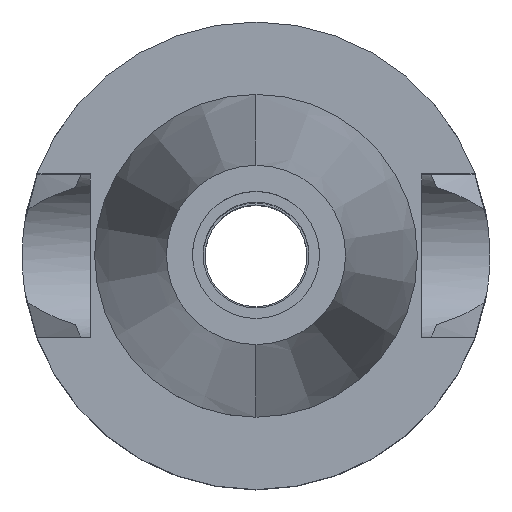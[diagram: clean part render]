
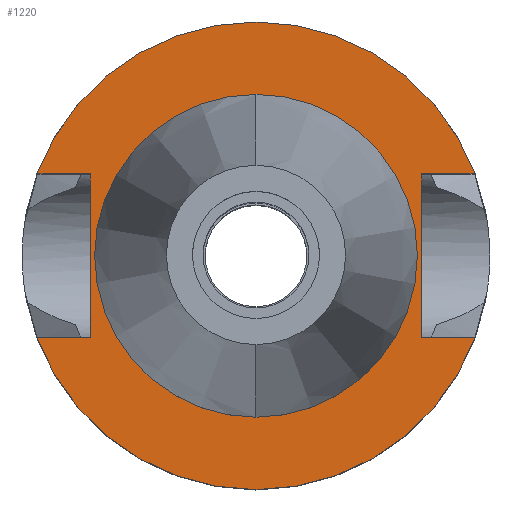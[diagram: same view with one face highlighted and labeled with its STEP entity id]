
A CAD part, top view. The second image highlights one B-rep face of the part: STEP entity #1220.
In plain terms, the highlighted planar face has unit normal (0, 0, 1).
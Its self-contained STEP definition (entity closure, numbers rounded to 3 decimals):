
#94=DIRECTION('',(0.,1.,0.));
#95=VECTOR('',#94,16.1);
#96=CARTESIAN_POINT('',(-16.3,-8.05,-1.));
#97=LINE('',#96,#95);
#101=DIRECTION('',(-1.,0.,0.));
#102=VECTOR('',#101,5.245);
#103=CARTESIAN_POINT('',(-16.3,8.05,-1.));
#104=LINE('',#103,#102);
#108=CARTESIAN_POINT('',(0.,0.,-1.));
#109=DIRECTION('',(0.,0.,-1.));
#110=DIRECTION('',(-0.937,0.35,0.));
#111=AXIS2_PLACEMENT_3D('',#108,#109,#110);
#116=CARTESIAN_POINT('',(0.,0.,-1.));
#117=DIRECTION('',(0.,0.,-1.));
#118=DIRECTION('',(0.,1.,0.));
#119=AXIS2_PLACEMENT_3D('',#116,#117,#118);
#124=DIRECTION('',(0.,-1.,0.));
#125=VECTOR('',#124,16.1);
#126=CARTESIAN_POINT('',(16.3,8.05,-1.));
#127=LINE('',#126,#125);
#131=DIRECTION('',(1.,0.,0.));
#132=VECTOR('',#131,5.245);
#133=CARTESIAN_POINT('',(16.3,-8.05,-1.));
#134=LINE('',#133,#132);
#138=CARTESIAN_POINT('',(0.,0.,-1.));
#139=DIRECTION('',(0.,0.,-1.));
#140=DIRECTION('',(0.937,-0.35,0.));
#141=AXIS2_PLACEMENT_3D('',#138,#139,#140);
#146=CARTESIAN_POINT('',(0.,0.,-1.));
#147=DIRECTION('',(0.,0.,-1.));
#148=DIRECTION('',(0.,-1.,0.));
#149=AXIS2_PLACEMENT_3D('',#146,#147,#148);
#154=CARTESIAN_POINT('',(0.,0.,-1.));
#155=DIRECTION('',(0.,0.,1.));
#156=DIRECTION('',(0.,-1.,0.));
#157=AXIS2_PLACEMENT_3D('',#154,#155,#156);
#162=CARTESIAN_POINT('',(0.,0.,-1.));
#163=DIRECTION('',(0.,0.,1.));
#164=DIRECTION('',(0.,1.,0.));
#165=AXIS2_PLACEMENT_3D('',#162,#163,#164);
#210=DIRECTION('',(-1.,0.,0.));
#211=VECTOR('',#210,5.245);
#212=CARTESIAN_POINT('',(-16.3,-8.05,-1.));
#213=LINE('',#212,#211);
#333=DIRECTION('',(1.,0.,0.));
#334=VECTOR('',#333,5.245);
#335=CARTESIAN_POINT('',(16.3,8.05,-1.));
#336=LINE('',#335,#334);
#1087=CARTESIAN_POINT('',(-16.3,-8.05,-1.));
#1088=VERTEX_POINT('',#1087);
#1089=CARTESIAN_POINT('',(-21.545,-8.05,-1.));
#1090=VERTEX_POINT('',#1089);
#1091=CARTESIAN_POINT('',(-16.3,8.05,-1.));
#1092=VERTEX_POINT('',#1091);
#1093=CARTESIAN_POINT('',(-21.545,8.05,-1.));
#1094=VERTEX_POINT('',#1093);
#1095=CARTESIAN_POINT('',(0.,23.,-1.));
#1096=CARTESIAN_POINT('',(21.545,8.05,-1.));
#1097=VERTEX_POINT('',#1095);
#1098=VERTEX_POINT('',#1096);
#1099=CARTESIAN_POINT('',(16.3,8.05,-1.));
#1100=VERTEX_POINT('',#1099);
#1101=CARTESIAN_POINT('',(16.3,-8.05,-1.));
#1102=VERTEX_POINT('',#1101);
#1103=CARTESIAN_POINT('',(21.545,-8.05,-1.));
#1104=VERTEX_POINT('',#1103);
#1105=CARTESIAN_POINT('',(0.,-23.,-1.));
#1106=VERTEX_POINT('',#1105);
#1107=CARTESIAN_POINT('',(0.,-15.875,-1.));
#1108=CARTESIAN_POINT('',(0.,15.875,-1.));
#1109=VERTEX_POINT('',#1107);
#1110=VERTEX_POINT('',#1108);
#1189=CARTESIAN_POINT('',(0.,0.,-1.));
#1190=DIRECTION('',(0.,0.,-1.));
#1191=DIRECTION('',(0.,-1.,0.));
#1192=AXIS2_PLACEMENT_3D('',#1189,#1190,#1191);
#1193=PLANE('',#1192);
#1195=ORIENTED_EDGE('',*,*,#1194,.T.);
#1197=ORIENTED_EDGE('',*,*,#1196,.T.);
#1199=ORIENTED_EDGE('',*,*,#1198,.T.);
#1201=ORIENTED_EDGE('',*,*,#1200,.T.);
#1203=ORIENTED_EDGE('',*,*,#1202,.F.);
#1205=ORIENTED_EDGE('',*,*,#1204,.T.);
#1207=ORIENTED_EDGE('',*,*,#1206,.T.);
#1209=ORIENTED_EDGE('',*,*,#1208,.T.);
#1211=ORIENTED_EDGE('',*,*,#1210,.T.);
#1213=ORIENTED_EDGE('',*,*,#1212,.F.);
#1214=EDGE_LOOP('',(#1195,#1197,#1199,#1201,#1203,#1205,#1207,#1209,#1211,
#1213));
#1215=FACE_OUTER_BOUND('',#1214,.F.);
#1216=ORIENTED_EDGE('',*,*,#1168,.T.);
#1217=ORIENTED_EDGE('',*,*,#1184,.T.);
#1218=EDGE_LOOP('',(#1216,#1217));
#1219=FACE_BOUND('',#1218,.F.);
#112=CIRCLE('',#111,23.);
#120=CIRCLE('',#119,23.);
#142=CIRCLE('',#141,23.);
#150=CIRCLE('',#149,23.);
#158=CIRCLE('',#157,15.875);
#166=CIRCLE('',#165,15.875);
#1168=EDGE_CURVE('',#1109,#1110,#158,.T.);
#1184=EDGE_CURVE('',#1110,#1109,#166,.T.);
#1194=EDGE_CURVE('',#1088,#1092,#97,.T.);
#1196=EDGE_CURVE('',#1092,#1094,#104,.T.);
#1198=EDGE_CURVE('',#1094,#1097,#112,.T.);
#1200=EDGE_CURVE('',#1097,#1098,#120,.T.);
#1202=EDGE_CURVE('',#1100,#1098,#336,.T.);
#1204=EDGE_CURVE('',#1100,#1102,#127,.T.);
#1206=EDGE_CURVE('',#1102,#1104,#134,.T.);
#1208=EDGE_CURVE('',#1104,#1106,#142,.T.);
#1210=EDGE_CURVE('',#1106,#1090,#150,.T.);
#1212=EDGE_CURVE('',#1088,#1090,#213,.T.);
#1220=ADVANCED_FACE('',(#1215,#1219),#1193,.F.);
